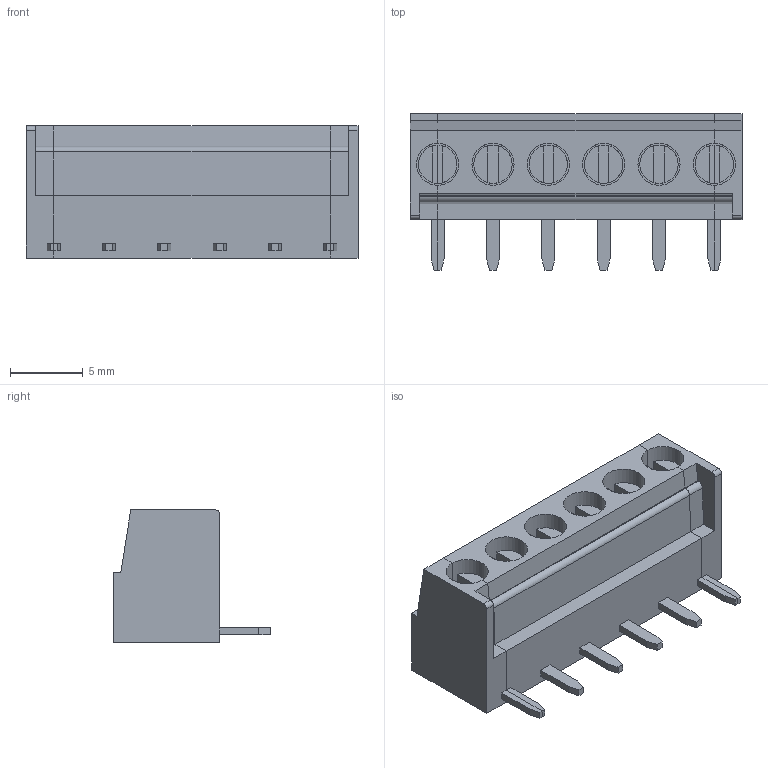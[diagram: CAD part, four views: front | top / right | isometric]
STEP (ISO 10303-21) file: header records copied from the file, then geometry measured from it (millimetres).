
FILE_DESCRIPTION( ( 'Unknown' ), '1' );
FILE_NAME( '691243300006.stp', 'Unknown', ( 'Unknown' ), ( 'Unknown' ), 'PSStep 17.0.49', 'Unknown', ' ' );
FILE_SCHEMA( ( 'AUTOMOTIVE_DESIGN { 1 0 10303 214 1 1 1 1 }' ) );
Length unit declared in the file: millimetre
Products named in the file (4): Assem1; CPA3.81SQ_DX; CPA3.81SQ_SX; CPA3.81SQ_CNT
Assembly tree (3 placements, depth 2):
  Assem1
    CPA3.81SQ_DX
    CPA3.81SQ_SX
    CPA3.81SQ_CNT
Bounding box: 22.86 x 10.8 x 9.1 mm (x, y, z)
Volume: 1116.1 mm3; surface area: 1512.1 mm2
Topology: 3 solids, 3 shells, 283 faces, 751 edges, 494 vertices
Faces by surface type: plane 262, cylinder 21
Full cylindrical faces by diameter (mm): 2.634 x4, 2.9 x4
Entity records: 10849 total; most frequent: CARTESIAN_POINT 1508, ORIENTED_EDGE 1470, DIRECTION 1371, EDGE_CURVE 735, LINE 673, VECTOR 673, VERTEX_POINT 486, AXIS2_PLACEMENT_3D 349
